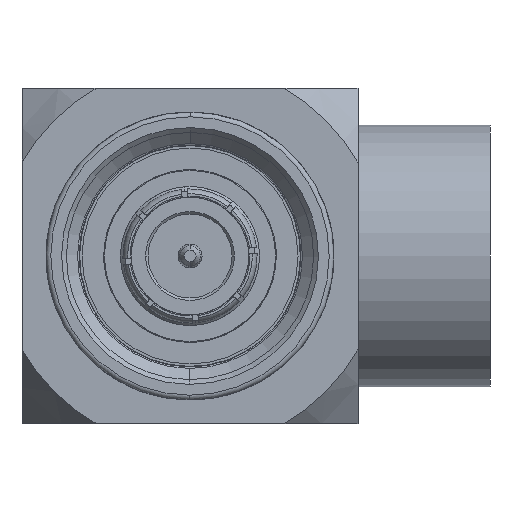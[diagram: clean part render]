
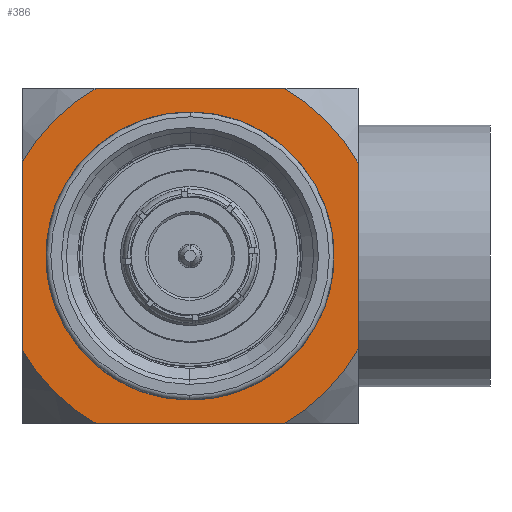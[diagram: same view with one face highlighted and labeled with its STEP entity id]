
A CAD part, left-side view. The second image highlights one B-rep face of the part: STEP entity #386.
In plain terms, the highlighted planar face has unit normal (-1, 0, 0).
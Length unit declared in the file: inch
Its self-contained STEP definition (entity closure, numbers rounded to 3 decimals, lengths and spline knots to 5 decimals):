
#34 = CARTESIAN_POINT ( 'NONE',  ( 0.47244, 0., -0.17717 ) ) ;
#135 = VECTOR ( 'NONE', #5592, 39.37008 ) ;
#169 = EDGE_LOOP ( 'NONE', ( #4658, #4044 ) ) ;
#213 = CARTESIAN_POINT ( 'NONE',  ( 0.47244, -0.27559, 0.15248 ) ) ;
#324 = VERTEX_POINT ( 'NONE', #2663 ) ;
#381 = CARTESIAN_POINT ( 'NONE',  ( 0.47244, -0.27559, -0.15248 ) ) ;
#386 = ADVANCED_FACE ( 'NONE', ( #2276, #3949 ), #4959, .F. ) ;
#614 = CARTESIAN_POINT ( 'NONE',  ( 0.47244, 0.40608, -0.27559 ) ) ;
#660 = LINE ( 'NONE', #4627, #135 ) ;
#729 = CARTESIAN_POINT ( 'NONE',  ( 0.47244, -0.40608, 0.27559 ) ) ;
#768 = DIRECTION ( 'NONE',  ( 0., 1., 0. ) ) ;
#778 = DIRECTION ( 'NONE',  ( 0., 0., -1. ) ) ;
#782 = VERTEX_POINT ( 'NONE', #34 ) ;
#807 = CARTESIAN_POINT ( 'NONE',  ( 0.47244, -0.15248, 0.27559 ) ) ;
#1052 = DIRECTION ( 'NONE',  ( 0., -1., 0. ) ) ;
#1147 = DIRECTION ( 'NONE',  ( 0., 0., 1. ) ) ;
#1153 = EDGE_CURVE ( 'NONE', #4952, #3300, #1688, .T. ) ;
#1315 = CARTESIAN_POINT ( 'NONE',  ( 0.47244, 0., 0. ) ) ;
#1357 = ORIENTED_EDGE ( 'NONE', *, *, #3962, .T. ) ;
#1409 = EDGE_CURVE ( 'NONE', #1827, #3366, #660, .T. ) ;
#1443 = ORIENTED_EDGE ( 'NONE', *, *, #1409, .T. ) ;
#1458 = CIRCLE ( 'NONE', #1586, 0.31496 ) ;
#1461 = CARTESIAN_POINT ( 'NONE',  ( 0.47244, 0., 0. ) ) ;
#1537 = DIRECTION ( 'NONE',  ( 0., 0., 1. ) ) ;
#1563 = VERTEX_POINT ( 'NONE', #3415 ) ;
#1574 = ORIENTED_EDGE ( 'NONE', *, *, #1631, .T. ) ;
#1586 = AXIS2_PLACEMENT_3D ( 'NONE', #3348, #4758, #1537 ) ;
#1631 = EDGE_CURVE ( 'NONE', #2327, #324, #2129, .T. ) ;
#1688 = CIRCLE ( 'NONE', #3399, 0.31496 ) ;
#1730 = DIRECTION ( 'NONE',  ( 0., 0., 1. ) ) ;
#1751 = ORIENTED_EDGE ( 'NONE', *, *, #5068, .T. ) ;
#1777 = DIRECTION ( 'NONE',  ( 1., 0., 0. ) ) ;
#1827 = VERTEX_POINT ( 'NONE', #381 ) ;
#1893 = LINE ( 'NONE', #614, #3502 ) ;
#1979 = CIRCLE ( 'NONE', #5783, 0.17717 ) ;
#2097 = ORIENTED_EDGE ( 'NONE', *, *, #4063, .T. ) ;
#2125 = AXIS2_PLACEMENT_3D ( 'NONE', #4170, #3674, #3229 ) ;
#2129 = LINE ( 'NONE', #729, #2350 ) ;
#2139 = EDGE_CURVE ( 'NONE', #1563, #782, #1979, .T. ) ;
#2159 = DIRECTION ( 'NONE',  ( 0., 1., 0. ) ) ;
#2276 = FACE_OUTER_BOUND ( 'NONE', #4604, .T. ) ;
#2327 = VERTEX_POINT ( 'NONE', #807 ) ;
#2350 = VECTOR ( 'NONE', #768, 39.37008 ) ;
#2412 = EDGE_CURVE ( 'NONE', #782, #1563, #3607, .T. ) ;
#2525 = DIRECTION ( 'NONE',  ( -1., 0., 0. ) ) ;
#2533 = VECTOR ( 'NONE', #778, 39.37008 ) ;
#2572 = CARTESIAN_POINT ( 'NONE',  ( 0.47244, 0., 0. ) ) ;
#2607 = CARTESIAN_POINT ( 'NONE',  ( 0.47244, 0.27559, 0. ) ) ;
#2663 = CARTESIAN_POINT ( 'NONE',  ( 0.47244, 0.15248, 0.27559 ) ) ;
#2816 = ORIENTED_EDGE ( 'NONE', *, *, #3751, .T. ) ;
#2924 = AXIS2_PLACEMENT_3D ( 'NONE', #1315, #5493, #5985 ) ;
#3217 = VERTEX_POINT ( 'NONE', #3957 ) ;
#3229 = DIRECTION ( 'NONE',  ( 0., 0., 1. ) ) ;
#3284 = ORIENTED_EDGE ( 'NONE', *, *, #1153, .T. ) ;
#3300 = VERTEX_POINT ( 'NONE', #4558 ) ;
#3348 = CARTESIAN_POINT ( 'NONE',  ( 0.47244, 0., 0. ) ) ;
#3350 = CARTESIAN_POINT ( 'NONE',  ( 0.47244, 0.27559, -0.15248 ) ) ;
#3366 = VERTEX_POINT ( 'NONE', #213 ) ;
#3399 = AXIS2_PLACEMENT_3D ( 'NONE', #3543, #2525, #4910 ) ;
#3415 = CARTESIAN_POINT ( 'NONE',  ( 0.47244, 0., 0.17717 ) ) ;
#3434 = CIRCLE ( 'NONE', #2924, 0.31496 ) ;
#3502 = VECTOR ( 'NONE', #1052, 39.37008 ) ;
#3543 = CARTESIAN_POINT ( 'NONE',  ( 0.47244, 0., 0. ) ) ;
#3582 = ORIENTED_EDGE ( 'NONE', *, *, #4280, .T. ) ;
#3607 = CIRCLE ( 'NONE', #2125, 0.17717 ) ;
#3623 = CARTESIAN_POINT ( 'NONE',  ( 0.47244, -0.17717, 0. ) ) ;
#3674 = DIRECTION ( 'NONE',  ( -1., 0., 0. ) ) ;
#3751 = EDGE_CURVE ( 'NONE', #3366, #2327, #1458, .T. ) ;
#3949 = FACE_BOUND ( 'NONE', #169, .T. ) ;
#3957 = CARTESIAN_POINT ( 'NONE',  ( 0.47244, 0.27559, 0.15248 ) ) ;
#3962 = EDGE_CURVE ( 'NONE', #3217, #4952, #4006, .T. ) ;
#4006 = LINE ( 'NONE', #2607, #2533 ) ;
#4044 = ORIENTED_EDGE ( 'NONE', *, *, #2412, .F. ) ;
#4063 = EDGE_CURVE ( 'NONE', #6054, #1827, #3434, .T. ) ;
#4170 = CARTESIAN_POINT ( 'NONE',  ( 0.47244, 0., 0. ) ) ;
#4280 = EDGE_CURVE ( 'NONE', #3300, #6054, #1893, .T. ) ;
#4436 = AXIS2_PLACEMENT_3D ( 'NONE', #3623, #1777, #2159 ) ;
#4520 = DIRECTION ( 'NONE',  ( -1., 0., 0. ) ) ;
#4558 = CARTESIAN_POINT ( 'NONE',  ( 0.47244, 0.15248, -0.27559 ) ) ;
#4604 = EDGE_LOOP ( 'NONE', ( #3284, #3582, #2097, #1443, #2816, #1574, #1751, #1357 ) ) ;
#4627 = CARTESIAN_POINT ( 'NONE',  ( 0.47244, -0.27559, 0. ) ) ;
#4658 = ORIENTED_EDGE ( 'NONE', *, *, #2139, .F. ) ;
#4758 = DIRECTION ( 'NONE',  ( -1., 0., 0. ) ) ;
#4849 = AXIS2_PLACEMENT_3D ( 'NONE', #2572, #5342, #1147 ) ;
#4910 = DIRECTION ( 'NONE',  ( 0., 0., 1. ) ) ;
#4952 = VERTEX_POINT ( 'NONE', #3350 ) ;
#4959 = PLANE ( 'NONE',  #4436 ) ;
#5068 = EDGE_CURVE ( 'NONE', #324, #3217, #5473, .T. ) ;
#5342 = DIRECTION ( 'NONE',  ( -1., 0., 0. ) ) ;
#5473 = CIRCLE ( 'NONE', #4849, 0.31496 ) ;
#5493 = DIRECTION ( 'NONE',  ( -1., 0., 0. ) ) ;
#5543 = CARTESIAN_POINT ( 'NONE',  ( 0.47244, -0.15248, -0.27559 ) ) ;
#5592 = DIRECTION ( 'NONE',  ( 0., 0., 1. ) ) ;
#5783 = AXIS2_PLACEMENT_3D ( 'NONE', #1461, #4520, #1730 ) ;
#5985 = DIRECTION ( 'NONE',  ( 0., 0., 1. ) ) ;
#6054 = VERTEX_POINT ( 'NONE', #5543 ) ;
